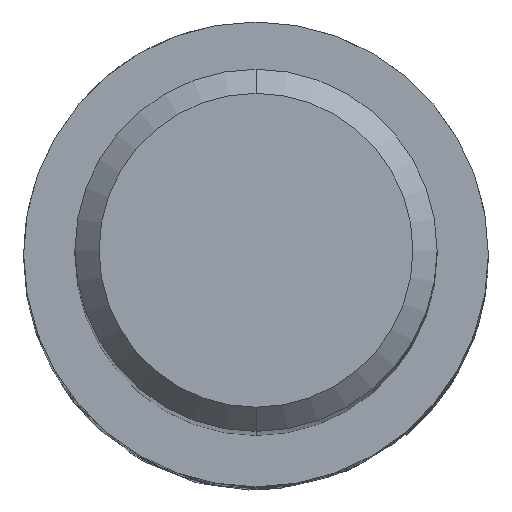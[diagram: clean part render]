
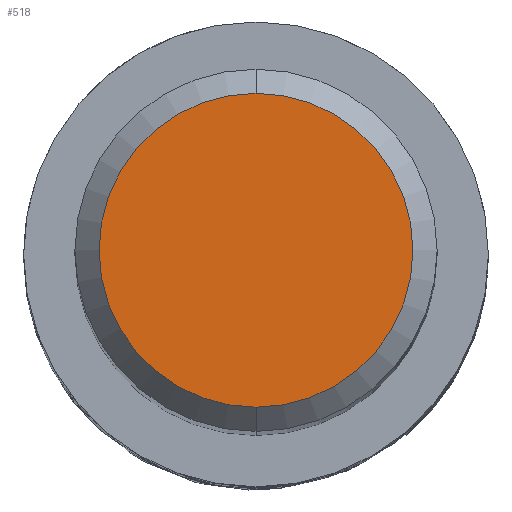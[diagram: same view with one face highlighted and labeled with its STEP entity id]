
A CAD part, top view. The second image highlights one B-rep face of the part: STEP entity #518.
In plain terms, the highlighted planar face has unit normal (0, 0, 1).
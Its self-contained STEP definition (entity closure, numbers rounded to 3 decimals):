
#298=VERTEX_POINT('',#831);
#518=ADVANCED_FACE('',(#1074),#1075,.T.);
#578=EDGE_CURVE('',#298,#716,#1140,.T.);
#630=EDGE_CURVE('',#716,#298,#1196,.T.);
#716=VERTEX_POINT('',#1291);
#831=CARTESIAN_POINT('',(0.,-2.6,0.0));
#1074=FACE_OUTER_BOUND('',#3036,.T.);
#1075=PLANE('',#3037);
#1140=CIRCLE('',#3200,2.6);
#1196=CIRCLE('',#4230,2.6);
#1291=CARTESIAN_POINT('',(0.0,2.6,0.0));
#3036=EDGE_LOOP('',(#5119,#5120));
#3037=AXIS2_PLACEMENT_3D('',#5121,#5122,#5123);
#3200=AXIS2_PLACEMENT_3D('',#5184,#5185,#5186);
#4230=AXIS2_PLACEMENT_3D('',#5240,#5241,#5242);
#5119=ORIENTED_EDGE('',*,*,#630,.F.);
#5120=ORIENTED_EDGE('',*,*,#578,.F.);
#5121=CARTESIAN_POINT('',(0.0,1.3,0.0));
#5122=DIRECTION('',(-0.0,0.0,1.0));
#5123=DIRECTION('',(0.0,-1.0,0.0));
#5184=CARTESIAN_POINT('',(0.0,0.0,0.0));
#5185=DIRECTION('',(0.0,0.0,-1.0));
#5186=DIRECTION('',(0.0,1.0,0.0));
#5240=CARTESIAN_POINT('',(0.0,0.0,0.0));
#5241=DIRECTION('',(0.0,0.0,-1.0));
#5242=DIRECTION('',(0.0,1.0,0.0));
